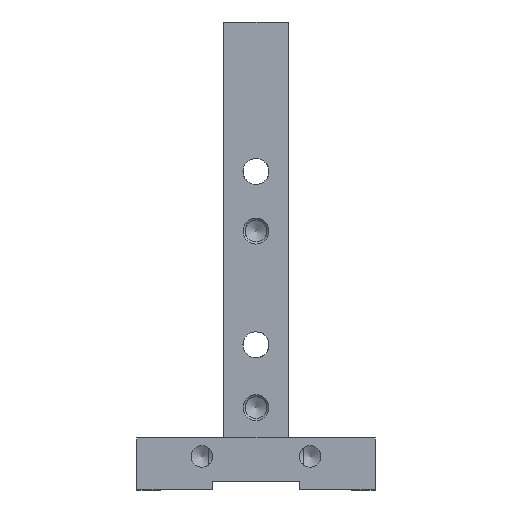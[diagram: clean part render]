
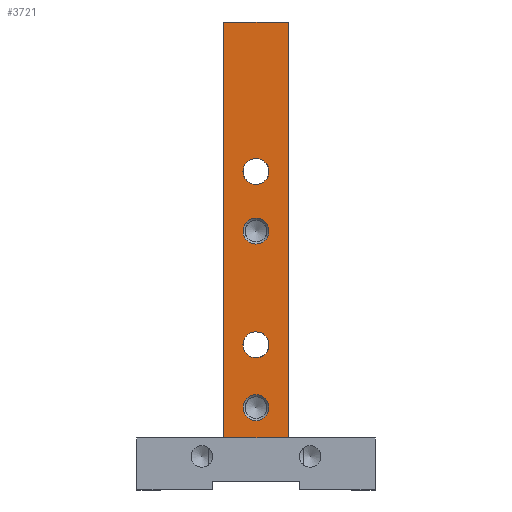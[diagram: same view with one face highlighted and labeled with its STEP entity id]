
A CAD part, left-side view. The second image highlights one B-rep face of the part: STEP entity #3721.
In plain terms, the highlighted planar face has unit normal (-1, 0, 0).
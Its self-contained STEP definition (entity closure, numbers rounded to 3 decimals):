
#3721=ADVANCED_FACE('',(#11595,#11596,#11597,#11598,#11599),#4889,.F.);
#4889=PLANE('',#34059);
#7589=LINE('',#51149,#10379);
#7593=LINE('',#51210,#10383);
#7597=LINE('',#51289,#10387);
#7600=LINE('',#51316,#10390);
#10379=VECTOR('',#42182,1.);
#10383=VECTOR('',#42240,1.);
#10387=VECTOR('',#42316,1.);
#10390=VECTOR('',#42347,1.);
#11595=FACE_BOUND('',#14180,.T.);
#11596=FACE_BOUND('',#14181,.T.);
#11597=FACE_BOUND('',#14182,.T.);
#11598=FACE_BOUND('',#14183,.T.);
#11599=FACE_BOUND('',#14184,.T.);
#14180=EDGE_LOOP('',(#22150));
#14181=EDGE_LOOP('',(#22151));
#14182=EDGE_LOOP('',(#22152,#22153,#22154,#22155));
#14183=EDGE_LOOP('',(#22156));
#14184=EDGE_LOOP('',(#22157));
#22150=ORIENTED_EDGE('',*,*,#29710,.T.);
#22151=ORIENTED_EDGE('',*,*,#29711,.T.);
#22152=ORIENTED_EDGE('',*,*,#29699,.T.);
#22153=ORIENTED_EDGE('',*,*,#29712,.T.);
#22154=ORIENTED_EDGE('',*,*,#29630,.T.);
#22155=ORIENTED_EDGE('',*,*,#29660,.T.);
#22156=ORIENTED_EDGE('',*,*,#29702,.T.);
#22157=ORIENTED_EDGE('',*,*,#29704,.T.);
#25505=VERTEX_POINT('',#51150);
#25506=VERTEX_POINT('',#51151);
#25535=VERTEX_POINT('',#51211);
#25573=VERTEX_POINT('',#51288);
#25575=VERTEX_POINT('',#51295);
#25577=VERTEX_POINT('',#51300);
#25582=VERTEX_POINT('',#51313);
#25583=VERTEX_POINT('',#51315);
#29630=EDGE_CURVE('',#25505,#25506,#7589,.T.);
#29660=EDGE_CURVE('',#25506,#25535,#7593,.T.);
#29699=EDGE_CURVE('',#25535,#25573,#7597,.T.);
#29702=EDGE_CURVE('',#25575,#25575,#31222,.T.);
#29704=EDGE_CURVE('',#25577,#25577,#31224,.T.);
#29710=EDGE_CURVE('',#25582,#25582,#31229,.T.);
#29711=EDGE_CURVE('',#25583,#25583,#31230,.T.);
#29712=EDGE_CURVE('',#25573,#25505,#7600,.T.);
#31222=CIRCLE('',#34047,3.);
#31224=CIRCLE('',#34050,3.);
#31229=CIRCLE('',#34057,3.);
#31230=CIRCLE('',#34058,3.);
#34047=AXIS2_PLACEMENT_3D('',#51294,#42322,#42323);
#34050=AXIS2_PLACEMENT_3D('',#51299,#42328,#42329);
#34057=AXIS2_PLACEMENT_3D('',#51312,#42343,#42344);
#34058=AXIS2_PLACEMENT_3D('',#51314,#42345,#42346);
#34059=AXIS2_PLACEMENT_3D('',#51317,#42348,#42349);
#42182=DIRECTION('',(0.,0.,1.));
#42240=DIRECTION('',(0.,1.,0.));
#42316=DIRECTION('',(0.,0.,-1.));
#42322=DIRECTION('',(1.,0.,0.));
#42323=DIRECTION('',(0.,1.,0.));
#42328=DIRECTION('',(1.,0.,0.));
#42329=DIRECTION('',(0.,1.,0.));
#42343=DIRECTION('',(1.,0.,0.));
#42344=DIRECTION('',(0.,0.,-1.));
#42345=DIRECTION('',(1.,0.,0.));
#42346=DIRECTION('',(0.,0.,-1.));
#42347=DIRECTION('',(0.,-1.,0.));
#42348=DIRECTION('',(1.,0.,0.));
#42349=DIRECTION('',(0.,0.,-1.));
#51149=CARTESIAN_POINT('',(-688.,81.683,95.));
#51150=CARTESIAN_POINT('',(-688.,81.683,95.));
#51151=CARTESIAN_POINT('',(-688.,81.683,191.));
#51210=CARTESIAN_POINT('',(-688.,89.183,191.));
#51211=CARTESIAN_POINT('',(-688.,96.683,191.));
#51288=CARTESIAN_POINT('',(-688.,96.683,95.));
#51289=CARTESIAN_POINT('',(-688.,96.683,188.));
#51294=CARTESIAN_POINT('',(-688.,89.183,156.5));
#51295=CARTESIAN_POINT('',(-688.,92.183,156.5));
#51299=CARTESIAN_POINT('',(-688.,89.183,116.5));
#51300=CARTESIAN_POINT('',(-688.,92.183,116.5));
#51312=CARTESIAN_POINT('',(-688.,89.183,102.));
#51313=CARTESIAN_POINT('',(-688.,89.183,99.));
#51314=CARTESIAN_POINT('',(-688.,89.183,142.75));
#51315=CARTESIAN_POINT('',(-688.,89.183,139.75));
#51316=CARTESIAN_POINT('',(-688.,89.183,95.));
#51317=CARTESIAN_POINT('',(-688.,89.183,156.5));
